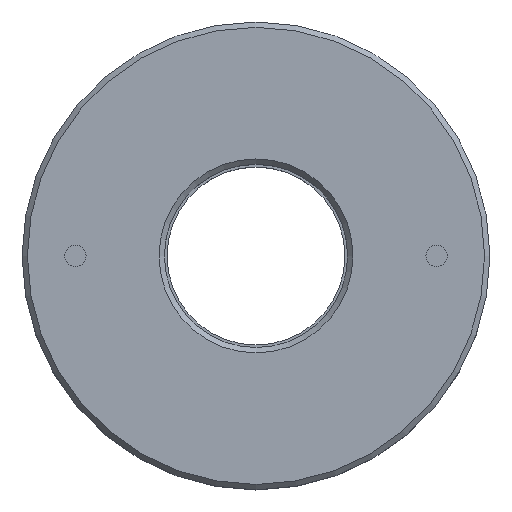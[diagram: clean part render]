
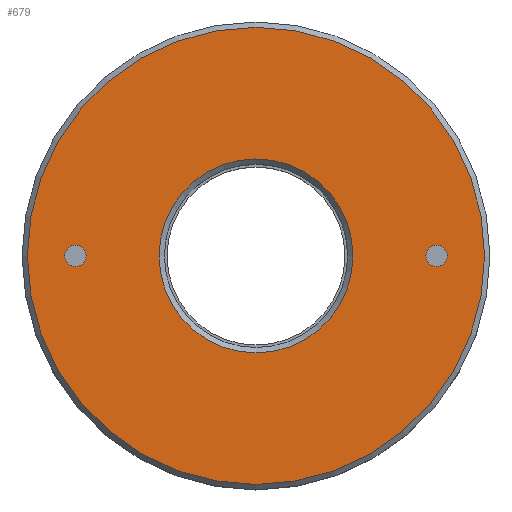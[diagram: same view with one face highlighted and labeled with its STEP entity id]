
A CAD part, top view. The second image highlights one B-rep face of the part: STEP entity #679.
In plain terms, the highlighted planar face has unit normal (0, 0, 1).
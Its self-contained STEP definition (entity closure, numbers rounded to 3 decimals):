
#11 = CARTESIAN_POINT ( 'NONE',  ( 0., 0., 7. ) ) ;
#23 = CIRCLE ( 'NONE', #497, 5.45 ) ;
#32 = EDGE_LOOP ( 'NONE', ( #799 ) ) ;
#37 = EDGE_LOOP ( 'NONE', ( #94 ) ) ;
#42 = CARTESIAN_POINT ( 'NONE',  ( 10.15, 0., 7. ) ) ;
#90 = FACE_OUTER_BOUND ( 'NONE', #418, .T. ) ;
#94 = ORIENTED_EDGE ( 'NONE', *, *, #821, .T. ) ;
#128 = CARTESIAN_POINT ( 'NONE',  ( 0., -5.45, 7. ) ) ;
#146 = CARTESIAN_POINT ( 'NONE',  ( 10.75, 0., 7. ) ) ;
#153 = CIRCLE ( 'NONE', #721, 12.845 ) ;
#227 = CARTESIAN_POINT ( 'NONE',  ( 0., 12.845, 7. ) ) ;
#237 = FACE_BOUND ( 'NONE', #37, .T. ) ;
#291 = EDGE_CURVE ( 'NONE', #476, #476, #23, .T. ) ;
#292 = AXIS2_PLACEMENT_3D ( 'NONE', #42, #793, #873 ) ;
#311 = CARTESIAN_POINT ( 'NONE',  ( 0., 0., 7. ) ) ;
#315 = DIRECTION ( 'NONE',  ( 0., 1., 0. ) ) ;
#350 = VERTEX_POINT ( 'NONE', #227 ) ;
#356 = CARTESIAN_POINT ( 'NONE',  ( -9.55, 0., 7. ) ) ;
#378 = AXIS2_PLACEMENT_3D ( 'NONE', #472, #664, #391 ) ;
#391 = DIRECTION ( 'NONE',  ( 1., 0., 0. ) ) ;
#418 = EDGE_LOOP ( 'NONE', ( #503 ) ) ;
#472 = CARTESIAN_POINT ( 'NONE',  ( -10.15, 0., 7. ) ) ;
#476 = VERTEX_POINT ( 'NONE', #128 ) ;
#492 = DIRECTION ( 'NONE',  ( 0., 0., -1. ) ) ;
#497 = AXIS2_PLACEMENT_3D ( 'NONE', #11, #492, #635 ) ;
#503 = ORIENTED_EDGE ( 'NONE', *, *, #802, .T. ) ;
#567 = ORIENTED_EDGE ( 'NONE', *, *, #657, .T. ) ;
#568 = CIRCLE ( 'NONE', #292, 0.6 ) ;
#604 = DIRECTION ( 'NONE',  ( 0., 0., 1. ) ) ;
#635 = DIRECTION ( 'NONE',  ( 0., -1., 0. ) ) ;
#657 = EDGE_CURVE ( 'NONE', #690, #690, #568, .T. ) ;
#664 = DIRECTION ( 'NONE',  ( 0., 0., -1. ) ) ;
#670 = CARTESIAN_POINT ( 'NONE',  ( 0., 0., 7. ) ) ;
#679 = ADVANCED_FACE ( 'NONE', ( #90, #733, #856, #237 ), #796, .T. ) ;
#690 = VERTEX_POINT ( 'NONE', #146 ) ;
#712 = VERTEX_POINT ( 'NONE', #356 ) ;
#721 = AXIS2_PLACEMENT_3D ( 'NONE', #670, #604, #315 ) ;
#733 = FACE_BOUND ( 'NONE', #32, .T. ) ;
#763 = CIRCLE ( 'NONE', #378, 0.6 ) ;
#786 = DIRECTION ( 'NONE',  ( 0., 0., 1. ) ) ;
#789 = DIRECTION ( 'NONE',  ( 1., 0., 0. ) ) ;
#792 = AXIS2_PLACEMENT_3D ( 'NONE', #311, #786, #789 ) ;
#793 = DIRECTION ( 'NONE',  ( 0., 0., -1. ) ) ;
#796 = PLANE ( 'NONE',  #792 ) ;
#799 = ORIENTED_EDGE ( 'NONE', *, *, #291, .T. ) ;
#802 = EDGE_CURVE ( 'NONE', #350, #350, #153, .T. ) ;
#821 = EDGE_CURVE ( 'NONE', #712, #712, #763, .T. ) ;
#854 = EDGE_LOOP ( 'NONE', ( #567 ) ) ;
#856 = FACE_BOUND ( 'NONE', #854, .T. ) ;
#873 = DIRECTION ( 'NONE',  ( 1., 0., 0. ) ) ;
